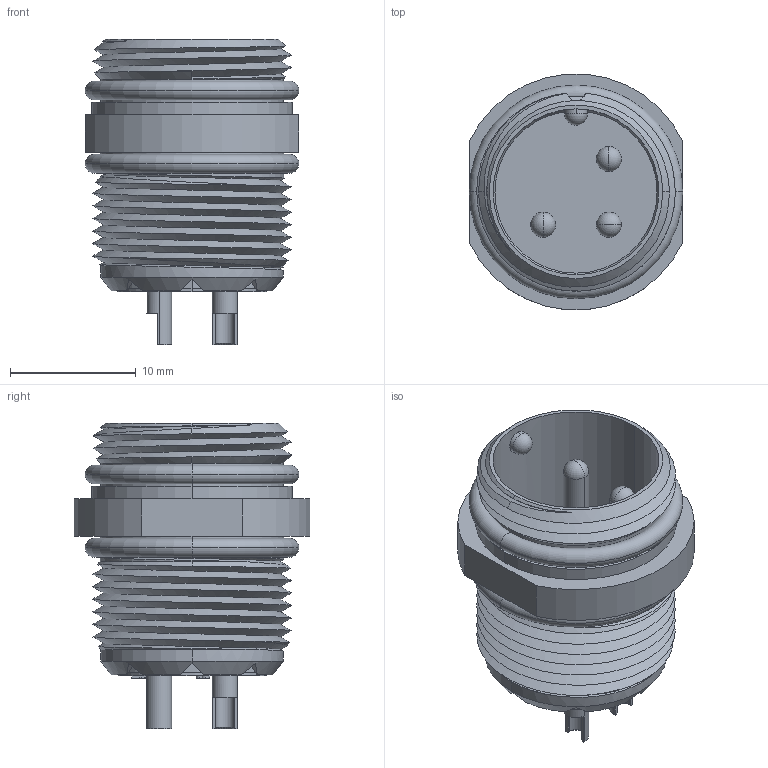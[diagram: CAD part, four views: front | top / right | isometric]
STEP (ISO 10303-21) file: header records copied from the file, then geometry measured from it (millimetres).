
FILE_DESCRIPTION (( 'STEP AP203' ), '1' );
FILE_NAME ('26-CRV42(-4).STEP', '2019-09-11T19:09:31', ( '' ), ( '' ), 'SwSTEP 2.0', 'SolidWorks 2012', '' );
FILE_SCHEMA (( 'CONFIG_CONTROL_DESIGN' ));
Length unit declared in the file: millimetre
Products named in the file (8): 26-CRV42(-4); o-rings series g_isoM16_o-rings  12x1,5; Resina M16_resina ep｢x; Mont_3_p_m_base(-4)_Miolo 4 vias; 40-1_40-1; 40-12_40-12; 40-13_40-13- 3 vias; 40-14_montagem_40-14
Assembly tree (10 placements, depth 3):
  26-CRV42(-4)
    40-14_montagem_40-14
    Mont_3_p_m_base(-4)_Miolo 4 vias
      40-13_40-13- 3 vias
      40-12_40-12
      40-1_40-1  x3
    Resina M16_resina ep｢x
    o-rings series g_isoM16_o-rings  12x1,5  x2
Bounding box: 17 x 18.73 x 24.3 mm (x, y, z)
Volume: 2369.9 mm3; surface area: 4788.6 mm2
Topology: 9 solids, 9 shells, 283 faces, 692 edges, 444 vertices
Faces by surface type: plane 107, cylinder 97, cone 32, bspline 32, torus 14, sphere 1
Entity records: 11114 total; most frequent: CARTESIAN_POINT 4804, ORIENTED_EDGE 1154, DIRECTION 1074, EDGE_CURVE 577, AXIS2_PLACEMENT_3D 411, VERTEX_POINT 376, EDGE_LOOP 277, LINE 252
